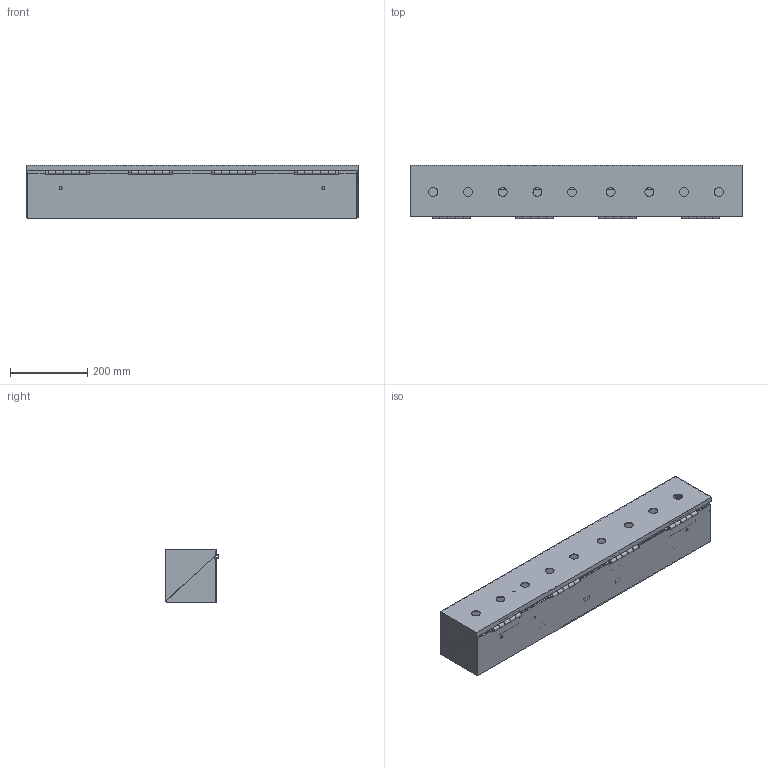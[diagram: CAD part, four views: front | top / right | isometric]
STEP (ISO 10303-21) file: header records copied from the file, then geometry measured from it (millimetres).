
FILE_DESCRIPTION (( 'STEP AP203' ), '1' );
FILE_NAME ('01A061171RP-¾Þ§@¥x.STEP', '2023-10-02T06:53:48', ( '' ), ( '' ), 'SwSTEP 2.0', 'SolidWorks 2018', '' );
FILE_SCHEMA (( 'CONFIG_CONTROL_DESIGN' ));
Length unit declared in the file: millimetre
Products named in the file (1): 01A061171RP-操作台
Bounding box: 860 x 139.8 x 139 mm (x, y, z)
Volume: 1122529.8 mm3; surface area: 1143755.7 mm2
Topology: 21 solids, 21 shells, 372 faces, 1020 edges, 690 vertices
Faces by surface type: plane 302, cylinder 70
Full cylindrical faces by diameter (mm): 3.3 x10, 7 x2, 7.6 x20, 8 x4, 23 x9, 28 x1
Entity records: 11431 total; most frequent: CARTESIAN_POINT 1973, ORIENTED_EDGE 1884, DIRECTION 1828, EDGE_CURVE 942, LINE 802, VECTOR 802, VERTEX_POINT 658, AXIS2_PLACEMENT_3D 513
